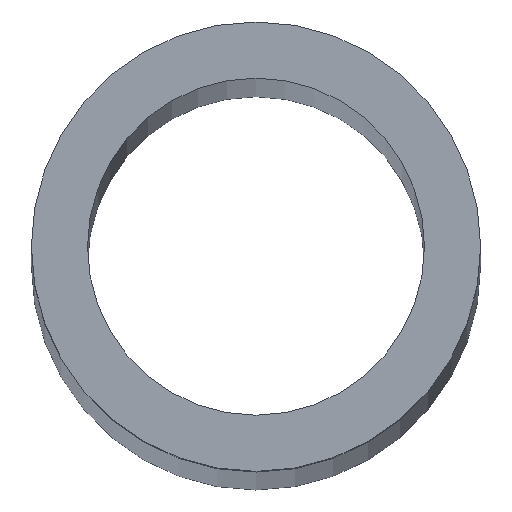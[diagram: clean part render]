
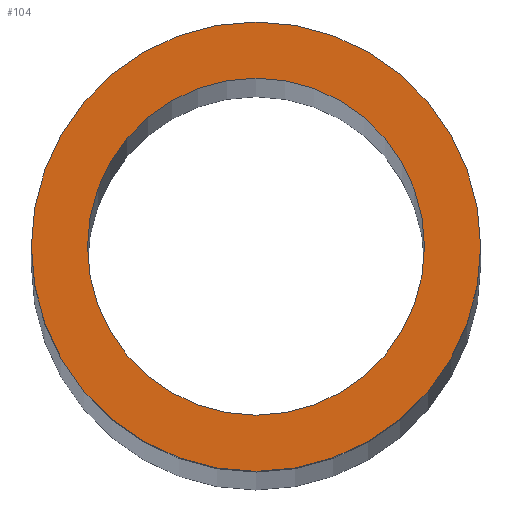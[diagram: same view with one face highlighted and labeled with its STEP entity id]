
A CAD part, top view. The second image highlights one B-rep face of the part: STEP entity #104.
In plain terms, the highlighted planar face has unit normal (0, 0, 1).
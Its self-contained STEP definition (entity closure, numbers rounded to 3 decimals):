
#20 = DIRECTION ( 'NONE',  ( 0., 0., 1. ) ) ;
#23 = CIRCLE ( 'NONE', #70, 4. ) ;
#24 = VERTEX_POINT ( 'NONE', #341 ) ;
#28 = ORIENTED_EDGE ( 'NONE', *, *, #177, .T. ) ;
#41 = VERTEX_POINT ( 'NONE', #384 ) ;
#51 = FACE_BOUND ( 'NONE', #96, .T. ) ;
#70 = AXIS2_PLACEMENT_3D ( 'NONE', #324, #235, #379 ) ;
#82 = EDGE_CURVE ( 'NONE', #116, #24, #316, .T. ) ;
#86 = DIRECTION ( 'NONE',  ( 1., 0., 0. ) ) ;
#96 = EDGE_LOOP ( 'NONE', ( #320, #367 ) ) ;
#104 = ADVANCED_FACE ( 'NONE', ( #141, #51 ), #262, .T. ) ;
#112 = DIRECTION ( 'NONE',  ( 0., 0., 1. ) ) ;
#116 = VERTEX_POINT ( 'NONE', #238 ) ;
#129 = CARTESIAN_POINT ( 'NONE',  ( 0., 0., 190. ) ) ;
#141 = FACE_OUTER_BOUND ( 'NONE', #239, .T. ) ;
#150 = CIRCLE ( 'NONE', #368, 4. ) ;
#159 = ORIENTED_EDGE ( 'NONE', *, *, #169, .T. ) ;
#169 = EDGE_CURVE ( 'NONE', #41, #241, #150, .T. ) ;
#173 = CARTESIAN_POINT ( 'NONE',  ( 0., 0., 190. ) ) ;
#177 = EDGE_CURVE ( 'NONE', #241, #41, #23, .T. ) ;
#180 = DIRECTION ( 'NONE',  ( 0., 0., 1. ) ) ;
#196 = DIRECTION ( 'NONE',  ( 0., 0., 1. ) ) ;
#204 = CARTESIAN_POINT ( 'NONE',  ( 0., 0., 190. ) ) ;
#206 = AXIS2_PLACEMENT_3D ( 'NONE', #129, #196, #366 ) ;
#219 = CARTESIAN_POINT ( 'NONE',  ( -4., 0., 190. ) ) ;
#232 = EDGE_CURVE ( 'NONE', #24, #116, #376, .T. ) ;
#235 = DIRECTION ( 'NONE',  ( 0., 0., 1. ) ) ;
#238 = CARTESIAN_POINT ( 'NONE',  ( -3., 0., 190. ) ) ;
#239 = EDGE_LOOP ( 'NONE', ( #28, #159 ) ) ;
#241 = VERTEX_POINT ( 'NONE', #219 ) ;
#258 = AXIS2_PLACEMENT_3D ( 'NONE', #204, #180, #355 ) ;
#261 = DIRECTION ( 'NONE',  ( 1., 0., 0. ) ) ;
#262 = PLANE ( 'NONE',  #323 ) ;
#290 = CARTESIAN_POINT ( 'NONE',  ( 0., 0., 190. ) ) ;
#316 = CIRCLE ( 'NONE', #258, 3. ) ;
#320 = ORIENTED_EDGE ( 'NONE', *, *, #82, .F. ) ;
#323 = AXIS2_PLACEMENT_3D ( 'NONE', #290, #20, #86 ) ;
#324 = CARTESIAN_POINT ( 'NONE',  ( 0., 0., 190. ) ) ;
#341 = CARTESIAN_POINT ( 'NONE',  ( 3., 0., 190. ) ) ;
#355 = DIRECTION ( 'NONE',  ( 1., 0., 0. ) ) ;
#366 = DIRECTION ( 'NONE',  ( 1., 0., 0. ) ) ;
#367 = ORIENTED_EDGE ( 'NONE', *, *, #232, .F. ) ;
#368 = AXIS2_PLACEMENT_3D ( 'NONE', #173, #112, #261 ) ;
#376 = CIRCLE ( 'NONE', #206, 3. ) ;
#379 = DIRECTION ( 'NONE',  ( 1., 0., 0. ) ) ;
#384 = CARTESIAN_POINT ( 'NONE',  ( 4., 0., 190. ) ) ;
